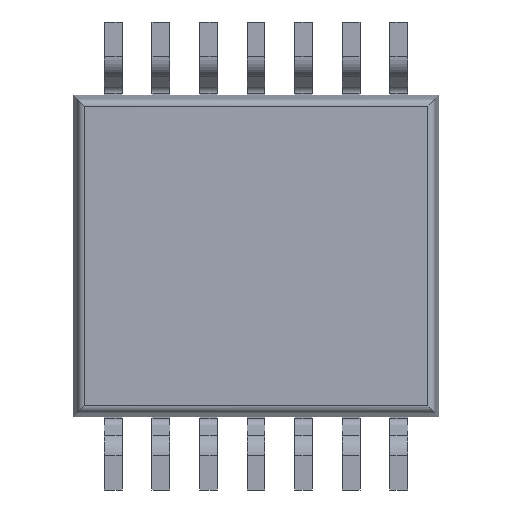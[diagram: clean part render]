
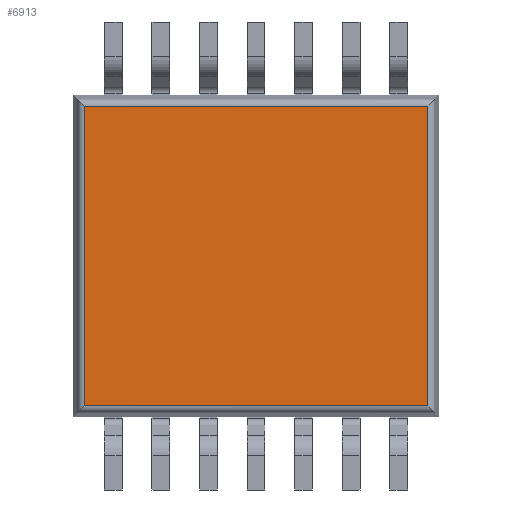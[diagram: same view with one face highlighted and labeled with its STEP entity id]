
A CAD part, front view. The second image highlights one B-rep face of the part: STEP entity #6913.
In plain terms, the highlighted planar face has unit normal (0, -1, 0).
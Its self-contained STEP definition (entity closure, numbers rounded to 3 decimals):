
#6874 = CARTESIAN_POINT ( 'NONE',  ( 2.346, 0.05, -2.046 ) ) ;
#6875 = VERTEX_POINT ( 'NONE', #6874 ) ;
#6876 = CARTESIAN_POINT ( 'NONE',  ( 2.346, 0.05, 2.046 ) ) ;
#6877 = VERTEX_POINT ( 'NONE', #6876 ) ;
#6878 = CARTESIAN_POINT ( 'NONE',  ( 2.346, 0.05, 0. ) ) ;
#6879 = DIRECTION ( 'NONE',  ( 0., 0., 1. ) ) ;
#6880 = VECTOR ( 'NONE', #6879, 1000. ) ;
#6881 = LINE ( 'NONE', #6878, #6880 ) ;
#6882 = EDGE_CURVE ( 'NONE', #6875, #6877, #6881, .T. ) ;
#6883 = ORIENTED_EDGE ( 'NONE', *, *, #6882, .T. ) ;
#6884 = CARTESIAN_POINT ( 'NONE',  ( -2.346, 0.05, 2.046 ) ) ;
#6885 = VERTEX_POINT ( 'NONE', #6884 ) ;
#6886 = CARTESIAN_POINT ( 'NONE',  ( 0., 0.05, 2.046 ) ) ;
#6887 = DIRECTION ( 'NONE',  ( -1., 0., 0. ) ) ;
#6888 = VECTOR ( 'NONE', #6887, 1000. ) ;
#6889 = LINE ( 'NONE', #6886, #6888 ) ;
#6890 = EDGE_CURVE ( 'NONE', #6877, #6885, #6889, .T. ) ;
#6891 = ORIENTED_EDGE ( 'NONE', *, *, #6890, .T. ) ;
#6892 = CARTESIAN_POINT ( 'NONE',  ( -2.346, 0.05, -2.046 ) ) ;
#6893 = VERTEX_POINT ( 'NONE', #6892 ) ;
#6894 = CARTESIAN_POINT ( 'NONE',  ( -2.346, 0.05, 0. ) ) ;
#6895 = DIRECTION ( 'NONE',  ( 0., 0., -1. ) ) ;
#6896 = VECTOR ( 'NONE', #6895, 1000. ) ;
#6897 = LINE ( 'NONE', #6894, #6896 ) ;
#6898 = EDGE_CURVE ( 'NONE', #6885, #6893, #6897, .T. ) ;
#6899 = ORIENTED_EDGE ( 'NONE', *, *, #6898, .T. ) ;
#6900 = CARTESIAN_POINT ( 'NONE',  ( 0., 0.05, -2.046 ) ) ;
#6901 = DIRECTION ( 'NONE',  ( 1., 0., 0. ) ) ;
#6902 = VECTOR ( 'NONE', #6901, 1000. ) ;
#6903 = LINE ( 'NONE', #6900, #6902 ) ;
#6904 = EDGE_CURVE ( 'NONE', #6893, #6875, #6903, .T. ) ;
#6905 = ORIENTED_EDGE ( 'NONE', *, *, #6904, .T. ) ;
#6906 = EDGE_LOOP ( 'NONE', ( #6883, #6891, #6899, #6905 ) ) ;
#6907 = FACE_OUTER_BOUND ( 'NONE', #6906, .T. ) ;
#6908 = CARTESIAN_POINT ( 'NONE',  ( 0., 0.05, 0. ) ) ;
#6909 = DIRECTION ( 'NONE',  ( 0., -1., 0. ) ) ;
#6910 = DIRECTION ( 'NONE',  ( 0., 0., -1. ) ) ;
#6911 = AXIS2_PLACEMENT_3D ( 'NONE', #6908, #6909, #6910 ) ;
#6912 = PLANE ( 'NONE', #6911 ) ;
#6913 = ADVANCED_FACE ( 'NONE', ( #6907 ), #6912, .T. ) ;
